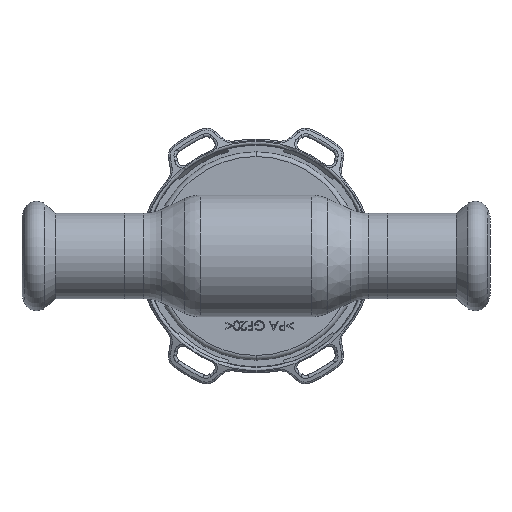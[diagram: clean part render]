
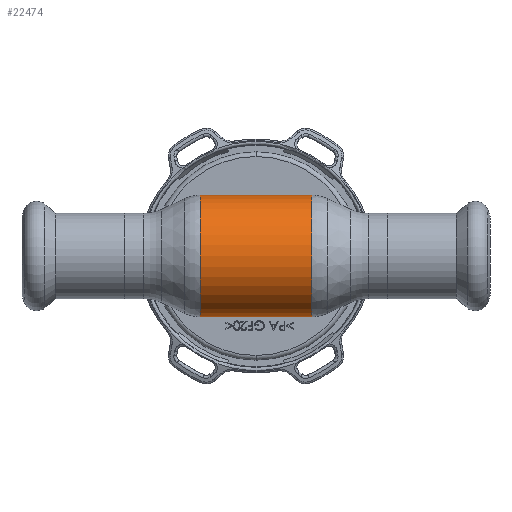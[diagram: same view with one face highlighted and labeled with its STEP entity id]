
A CAD part, front view. The second image highlights one B-rep face of the part: STEP entity #22474.
In plain terms, the highlighted cylindrical face has radius 13 mm (diameter 26 mm), a partial arc.
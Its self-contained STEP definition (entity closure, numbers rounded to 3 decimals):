
#180 = CARTESIAN_POINT ( 'NONE',  ( -11.876, 0., 13. ) ) ;
#600 = AXIS2_PLACEMENT_3D ( 'NONE', #30866, #4248, #37237 ) ;
#882 = EDGE_CURVE ( 'NONE', #21220, #24390, #26170, .T. ) ;
#2313 = LINE ( 'NONE', #14141, #8957 ) ;
#4240 = ORIENTED_EDGE ( 'NONE', *, *, #21547, .F. ) ;
#4248 = DIRECTION ( 'NONE',  ( -1., 0., 0. ) ) ;
#4815 = DIRECTION ( 'NONE',  ( 0., 0., 1. ) ) ;
#7727 = DIRECTION ( 'NONE',  ( -1., 0., 0. ) ) ;
#8238 = DIRECTION ( 'NONE',  ( -1., 0., 0. ) ) ;
#8957 = VECTOR ( 'NONE', #37229, 1000. ) ;
#10525 = CIRCLE ( 'NONE', #600, 13. ) ;
#11274 = FACE_OUTER_BOUND ( 'NONE', #35872, .T. ) ;
#11785 = DIRECTION ( 'NONE',  ( 0., 0., 1. ) ) ;
#14141 = CARTESIAN_POINT ( 'NONE',  ( -62.69, 0., -13. ) ) ;
#16076 = AXIS2_PLACEMENT_3D ( 'NONE', #25965, #7727, #4815 ) ;
#17855 = LINE ( 'NONE', #29534, #21344 ) ;
#18244 = DIRECTION ( 'NONE',  ( -1., 0., 0. ) ) ;
#19374 = AXIS2_PLACEMENT_3D ( 'NONE', #23567, #8238, #11785 ) ;
#20006 = CARTESIAN_POINT ( 'NONE',  ( -11.876, 0., -13. ) ) ;
#21220 = VERTEX_POINT ( 'NONE', #20006 ) ;
#21336 = EDGE_CURVE ( 'NONE', #27265, #24390, #17855, .T. ) ;
#21344 = VECTOR ( 'NONE', #18244, 1000. ) ;
#21364 = CARTESIAN_POINT ( 'NONE',  ( 11.876, 0., -13. ) ) ;
#21547 = EDGE_CURVE ( 'NONE', #25659, #21220, #2313, .T. ) ;
#22464 = EDGE_CURVE ( 'NONE', #25659, #27265, #10525, .T. ) ;
#22474 = ADVANCED_FACE ( 'NONE', ( #11274 ), #34503, .T. ) ;
#23567 = CARTESIAN_POINT ( 'NONE',  ( -11.876, 0., 0. ) ) ;
#23701 = ORIENTED_EDGE ( 'NONE', *, *, #21336, .T. ) ;
#24390 = VERTEX_POINT ( 'NONE', #180 ) ;
#25659 = VERTEX_POINT ( 'NONE', #21364 ) ;
#25965 = CARTESIAN_POINT ( 'NONE',  ( -62.69, 0., 0. ) ) ;
#26170 = CIRCLE ( 'NONE', #19374, 13. ) ;
#27265 = VERTEX_POINT ( 'NONE', #36722 ) ;
#29534 = CARTESIAN_POINT ( 'NONE',  ( -62.69, 0., 13. ) ) ;
#30866 = CARTESIAN_POINT ( 'NONE',  ( 11.876, 0., 0. ) ) ;
#32246 = ORIENTED_EDGE ( 'NONE', *, *, #22464, .T. ) ;
#34503 = CYLINDRICAL_SURFACE ( 'NONE', #16076, 13. ) ;
#35872 = EDGE_LOOP ( 'NONE', ( #4240, #32246, #23701, #37003 ) ) ;
#36722 = CARTESIAN_POINT ( 'NONE',  ( 11.876, 0., 13. ) ) ;
#37003 = ORIENTED_EDGE ( 'NONE', *, *, #882, .F. ) ;
#37229 = DIRECTION ( 'NONE',  ( -1., 0., 0. ) ) ;
#37237 = DIRECTION ( 'NONE',  ( 0., 0., 1. ) ) ;
